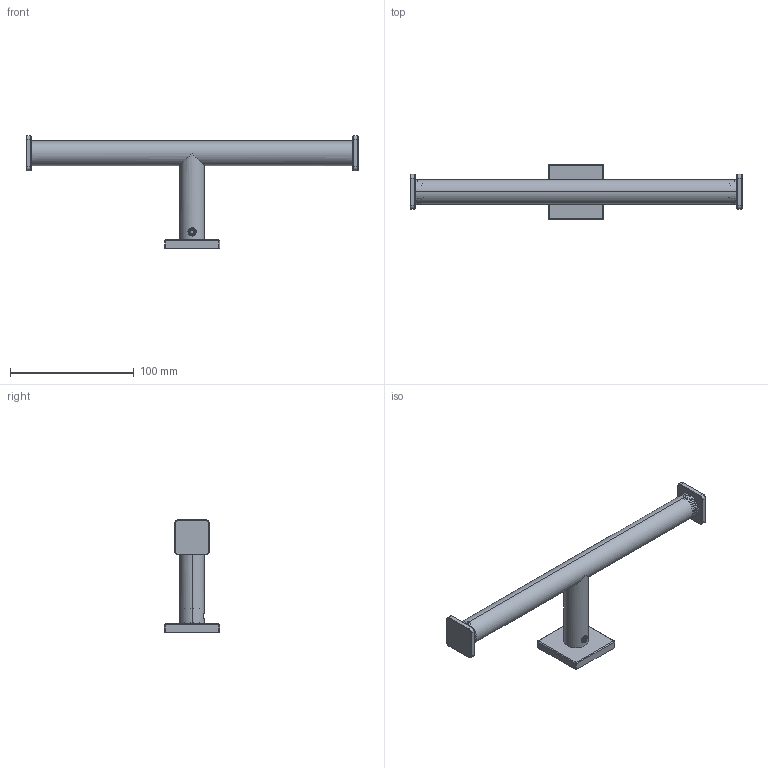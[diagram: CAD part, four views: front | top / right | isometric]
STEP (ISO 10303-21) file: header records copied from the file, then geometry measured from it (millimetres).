
FILE_DESCRIPTION((''),'2;1');
FILE_NAME('5309_ASM','2015-09-23T',('rsmith'),(''),'PRO/ENGINEER BY PARAMETRIC TECHNOLOGY CORPORATION, 2013150','PRO/ENGINEER BY PARAMETRIC TECHNOLOGY CORPORATION, 2013150','');
FILE_SCHEMA(('CONFIG_CONTROL_DESIGN'));
Length unit declared in the file: inch
Products named in the file (7): 40591; 92461; 80607; 92418; 7-662_ASM; 40592; 5309_ASM
Assembly tree (7 placements, depth 3):
  5309_ASM
    40591
    92461
    7-662_ASM
      80607
      92418
    40592  x2
Bounding box: 268.22 x 44.45 x 90.74 mm (x, y, z)
Volume: 36719.4 mm3; surface area: 79002.5 mm2
Topology: 6 solids, 12 shells, 417 faces, 1024 edges, 630 vertices
Faces by surface type: cylinder 214, plane 81, bspline 50, torus 32, sphere 20, cone 20
Entity records: 21558 total; most frequent: CARTESIAN_POINT 13740, ORIENTED_EDGE 1676, DIRECTION 1432, EDGE_CURVE 852, AXIS2_PLACEMENT_3D 545, VERTEX_POINT 529, EDGE_LOOP 363, FACE_OUTER_BOUND 343
